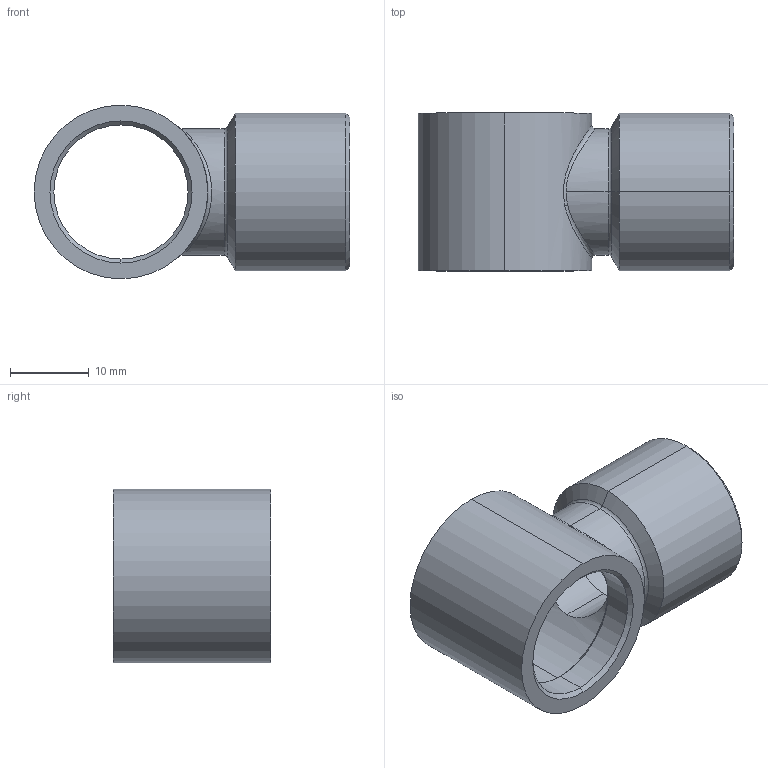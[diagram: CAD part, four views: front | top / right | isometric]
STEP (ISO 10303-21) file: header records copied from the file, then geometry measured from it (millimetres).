
FILE_DESCRIPTION (( 'STEP AP203' ), '1' );
FILE_NAME ('X5320003.STEP', '2011-10-25T11:58:23', ( 'SP' ), ( 'sopra-pneumatic' ), 'SwSTEP 2.0', 'SolidWorks 2011', '' );
FILE_SCHEMA (( 'CONFIG_CONTROL_DESIGN' ));
Length unit declared in the file: millimetre
Products named in the file (1): X5320003
Bounding box: 40 x 20 x 22 mm (x, y, z)
Volume: 5023.5 mm3; surface area: 4758.5 mm2
Topology: 1 solids, 1 shells, 40 faces, 86 edges, 48 vertices
Faces by surface type: cylinder 17, cone 16, plane 3, bspline 2, torus 2
Entity records: 1695 total; most frequent: CARTESIAN_POINT 743, DIRECTION 198, ORIENTED_EDGE 172, EDGE_CURVE 86, AXIS2_PLACEMENT_3D 83, VERTEX_POINT 48, CIRCLE 44, EDGE_LOOP 44
